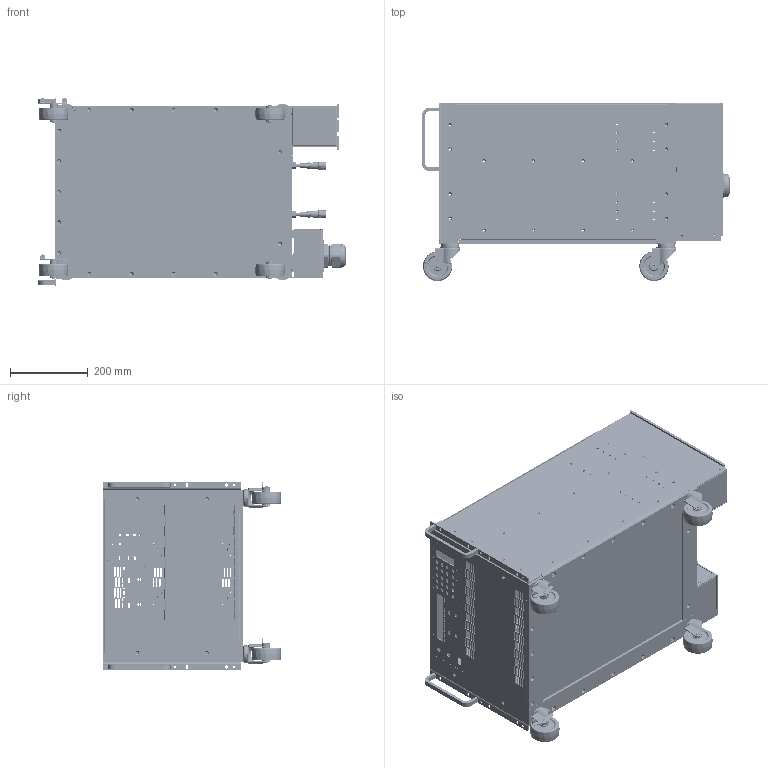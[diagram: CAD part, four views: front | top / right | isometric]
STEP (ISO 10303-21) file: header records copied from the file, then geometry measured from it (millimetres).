
FILE_DESCRIPTION(/* description */ (''),/* implementation_level */ '2;1');
FILE_NAME(/* name */ '1166-09-465_8U.stp',/* time_stamp */ '2022-03-09T09:29:55-05:00',/* author */ ('cmurphy'),/* organization */ (''),/* preprocessor_version */ 'ST-DEVELOPER v18.1',/* originating_system */ 'Autodesk Inventor 2020',/* authorisation */ '');
FILE_SCHEMA (('CONFIG_CONTROL_DESIGN'));
Products named in the file (98): 1166-09-413; 1166-09-403; 1166-03-186; 1166-03-186_1; 1166-03-187; 1166-03-187_1; SO-440-4 ZI-01; 1166-09-402; 1166-03-279; 1166-03-190; Flat Phillips Head Screw Master-25; 1166-03-191; 1166-03-191_1; 1166-03-199; 1166-03-205; 1166-03-207; 1166-03-207_1; 1166-03-198; 1166-03-198_1; 1166-03-197; 1166-03-197_1; InsertS-16097; 1166-03-280; 1166-03-280_1; 1166-03-281; 1166-03-281_1; 1166-09-414; 1166-03-282; 1166-03-282_1; SO-440-4 ZI-01_1; SO-440-4 ZI-01_2; 1166-03-195; 1166-03-283; HandleRectangle-33376; CasterStem-33489; CasterStem-33490; 1166-09-413_1; 1166-03-063; 1166-03-063_1; SO-440-4 ZI-01_3 ...
Assembly tree (321 placements, depth 4):
  1166-09-413
    1166-09-403  x2
      1166-03-186
        1166-03-186_1
        SO-440-4 ZI-01  x4
      1166-03-187
        1166-03-187_1
        SO-440-4 ZI-01  x4
      1166-09-402
        1166-03-279
        1166-03-190
      Flat Phillips Head Screw Master-25
    1166-03-191
      1166-03-191_1
      InsertS-16073  x2
      InsertS-14935  x2
    1166-03-199
    1166-03-205
    1166-03-207
    1166-03-207_1
    1166-03-198  x4
      1166-03-198_1
      InsertS-14935
    1166-03-197
      1166-03-197_1
      InsertS-16097  x2
      InsertS-16073  x2
    1166-03-280
      1166-03-280_1
      InsertS-14935  x21
      InsertS-16073  x3
    1166-03-281
      1166-03-281_1
      InsertS-14935  x25
      InsertS-16073  x3
    1166-09-414
      1166-03-282
        1166-03-282_1
        InsertS-16073  x3
        InsertS-14935  x5
        SO-440-4 ZI-01_1  x6
        SO-440-4 ZI-01_2  x6
    1166-03-195
    1166-03-283  x2
    HandleRectangle-33376  x2
    CasterStem-33489  x2
    CasterStem-33490  x2
    1166-09-413_1  x2
      1166-03-063
        1166-03-063_1
        InsertS-14935  x18
        InsertS-16073  x19
        SO-440-4 ZI-01_3  x9
      1166-03-228
      Part1-01
      Hex Head Screw Master-12210
      1161-03-149
      1166-03-027
      1201-03-186
      1161-03-022
Bounding box: 788.82 x 457.5 x 483.36 mm (x, y, z)
Volume: 8136615.6 mm3; surface area: 5283087 mm2
Topology: 434 solids, 434 shells, 10495 faces, 27564 edges, 18904 vertices
Faces by surface type: plane 4877, cylinder 3372, cone 1874, torus 226, bspline 118, sphere 28
Full cylindrical faces by diameter (mm): 2.642 x108, 3.175 x10, 3.302 x66, 3.962 x169, 3.969 x23, 4.166 x28, 4.366 x18, 4.369 x8, 4.75 x96, 4.762 x120, 4.978 x44, 5.156 x10, 5.159 x16, 5.385 x38, 5.41 x14, 5.556 x151, 5.563 x48, 6.081 x96, 6.325 x97, 6.35 x115, 6.401 x2, 6.706 x34, 6.747 x22, 6.779 x2, 7.112 x198, 7.144 x66, 7.518 x4, 7.541 x4, 7.63 x97, 7.798 x16
Entity records: 142281 total; most frequent: CARTESIAN_POINT 35949, DIRECTION 22183, ORIENTED_EDGE 20596, EDGE_CURVE 10298, AXIS2_PLACEMENT_3D 8261, VERTEX_POINT 6963, LINE 5661, VECTOR 5661
